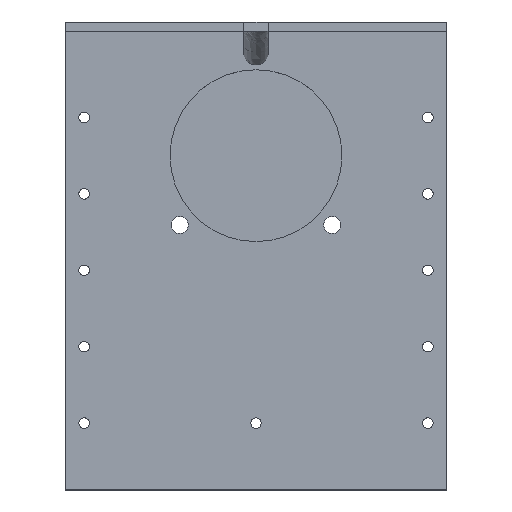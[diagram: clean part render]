
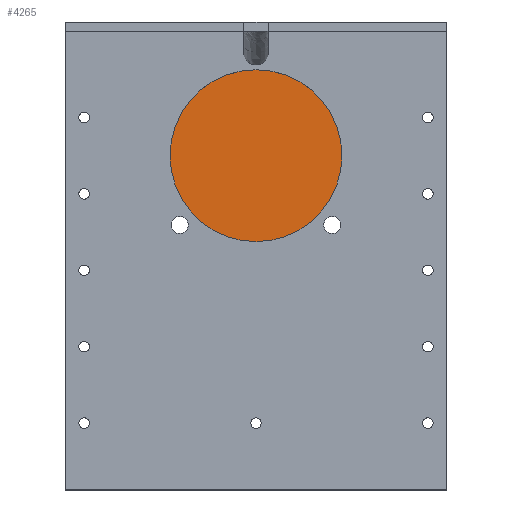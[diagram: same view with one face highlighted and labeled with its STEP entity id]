
A CAD part, top view. The second image highlights one B-rep face of the part: STEP entity #4265.
In plain terms, the highlighted planar face has unit normal (0, 0, 1).
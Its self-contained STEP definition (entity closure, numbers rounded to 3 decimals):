
#1176 = CYLINDRICAL_SURFACE('',#1177,45.);
#1177 = AXIS2_PLACEMENT_3D('',#1178,#1179,#1180);
#1178 = CARTESIAN_POINT('',(0.,0.,0.));
#1179 = DIRECTION('',(0.,0.,1.));
#1180 = DIRECTION('',(1.,0.,0.));
#3309 = VERTEX_POINT('',#3310);
#3310 = CARTESIAN_POINT('',(45.,0.,-5.));
#3331 = EDGE_CURVE('',#3309,#3309,#3332,.T.);
#3332 = SURFACE_CURVE('',#3333,(#3338,#3345),.PCURVE_S1.);
#3333 = CIRCLE('',#3334,45.);
#3334 = AXIS2_PLACEMENT_3D('',#3335,#3336,#3337);
#3335 = CARTESIAN_POINT('',(0.,0.,-5.));
#3336 = DIRECTION('',(0.,0.,1.));
#3337 = DIRECTION('',(1.,0.,0.));
#3338 = PCURVE('',#1176,#3339);
#3339 = DEFINITIONAL_REPRESENTATION('',(#3340),#3344);
#3340 = LINE('',#3341,#3342);
#3341 = CARTESIAN_POINT('',(0.,-5.));
#3342 = VECTOR('',#3343,1.);
#3343 = DIRECTION('',(1.,0.));
#3344 = ( GEOMETRIC_REPRESENTATION_CONTEXT(2) 
PARAMETRIC_REPRESENTATION_CONTEXT() REPRESENTATION_CONTEXT('2D SPACE',''
  ) );
#3345 = PCURVE('',#3346,#3351);
#3346 = PLANE('',#3347);
#3347 = AXIS2_PLACEMENT_3D('',#3348,#3349,#3350);
#3348 = CARTESIAN_POINT('',(0.,0.,-5.));
#3349 = DIRECTION('',(0.,0.,1.));
#3350 = DIRECTION('',(1.,0.,0.));
#3351 = DEFINITIONAL_REPRESENTATION('',(#3352),#3356);
#3352 = CIRCLE('',#3353,45.);
#3353 = AXIS2_PLACEMENT_2D('',#3354,#3355);
#3354 = CARTESIAN_POINT('',(0.,0.));
#3355 = DIRECTION('',(1.,0.));
#3356 = ( GEOMETRIC_REPRESENTATION_CONTEXT(2) 
PARAMETRIC_REPRESENTATION_CONTEXT() REPRESENTATION_CONTEXT('2D SPACE',''
  ) );
#4265 = ADVANCED_FACE('',(#4266),#3346,.T.);
#4266 = FACE_BOUND('',#4267,.T.);
#4267 = EDGE_LOOP('',(#4268));
#4268 = ORIENTED_EDGE('',*,*,#3331,.T.);
